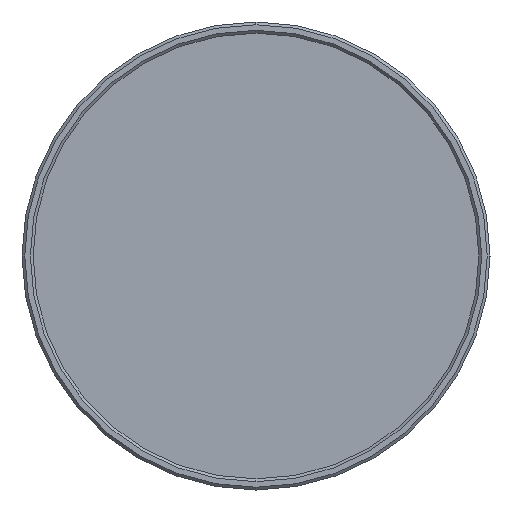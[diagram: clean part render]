
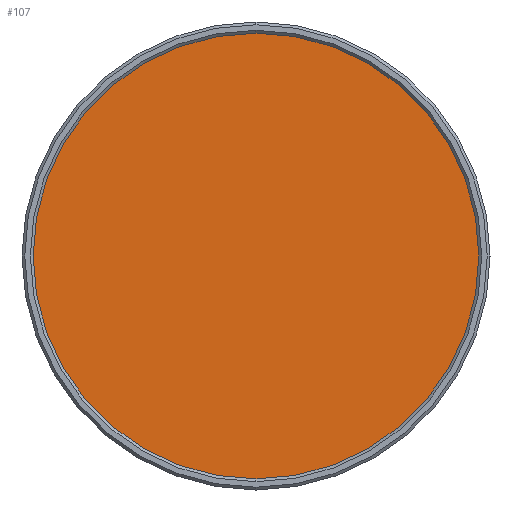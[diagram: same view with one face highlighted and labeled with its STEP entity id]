
A CAD part, left-side view. The second image highlights one B-rep face of the part: STEP entity #107.
In plain terms, the highlighted planar face has unit normal (-1, 0, 0).
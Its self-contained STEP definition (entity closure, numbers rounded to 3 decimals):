
#32=PLANE('',#1235);
#107=ADVANCED_FACE('Volume46',(#162),#32,.T.);
#162=FACE_OUTER_BOUND('',#766,.T.);
#225=CIRCLE('',#1232,20.);
#226=CIRCLE('',#1234,20.);
#441=ORIENTED_EDGE('',*,*,#550,.F.);
#442=ORIENTED_EDGE('',*,*,#548,.F.);
#548=EDGE_CURVE('71',#702,#701,#225,.T.);
#550=EDGE_CURVE('74',#701,#702,#226,.T.);
#701=VERTEX_POINT('60',#1110);
#702=VERTEX_POINT('59',#1111);
#766=EDGE_LOOP('',(#441,#442));
#1110=CARTESIAN_POINT('',(5.,0.,-20.));
#1111=CARTESIAN_POINT('',(5.,0.,20.));
#1112=CARTESIAN_POINT('',(5.,0.,0.));
#1114=CARTESIAN_POINT('',(5.,0.,0.));
#1115=CARTESIAN_POINT('',(5.,20.531,20.5));
#1232=AXIS2_PLACEMENT_3D('',#1112,#1237,#1236);
#1234=AXIS2_PLACEMENT_3D('',#1114,#1237,#1242);
#1235=AXIS2_PLACEMENT_3D('',#1115,#1240,#1242);
#1236=DIRECTION('',(0.,0.,1.));
#1237=DIRECTION('',(1.,0.,0.));
#1240=DIRECTION('',(-1.,0.,0.));
#1242=DIRECTION('',(0.,0.,-1.));
